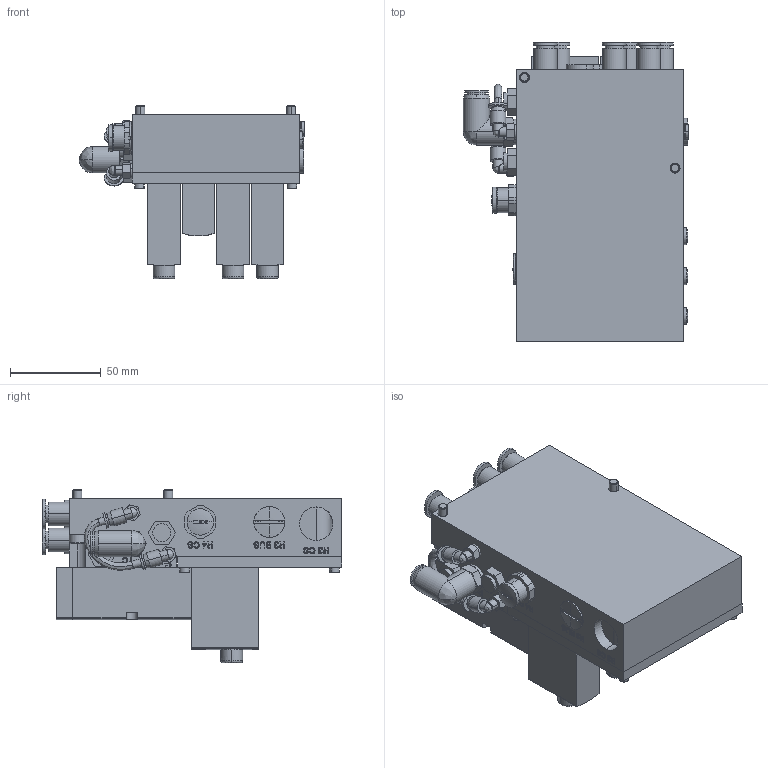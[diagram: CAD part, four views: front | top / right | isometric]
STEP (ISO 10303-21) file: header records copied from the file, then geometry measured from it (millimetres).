
FILE_DESCRIPTION (( 'STEP AP203' ), '1' );
FILE_NAME ('P0011A.STEP', '2018-11-30T12:45:25', ( '' ), ( '' ), 'SwSTEP 2.0', 'SolidWorks 2017', '' );
FILE_SCHEMA (( 'CONFIG_CONTROL_DESIGN' ));
Length unit declared in the file: millimetre
Products named in the file (1): P0011A
Bounding box: 124.15 x 164.8 x 95.54 mm (x, y, z)
Volume: 810824.5 mm3; surface area: 149763.3 mm2
Topology: 36 solids, 38 shells, 1522 faces, 3643 edges, 2356 vertices
Faces by surface type: plane 638, cylinder 428, bspline 292, cone 110, torus 42, sphere 12
Entity records: 61381 total; most frequent: CARTESIAN_POINT 27326, ORIENTED_EDGE 7248, DIRECTION 6452, EDGE_CURVE 3624, VERTEX_POINT 2353, AXIS2_PLACEMENT_3D 2301, LINE 1850, VECTOR 1850
